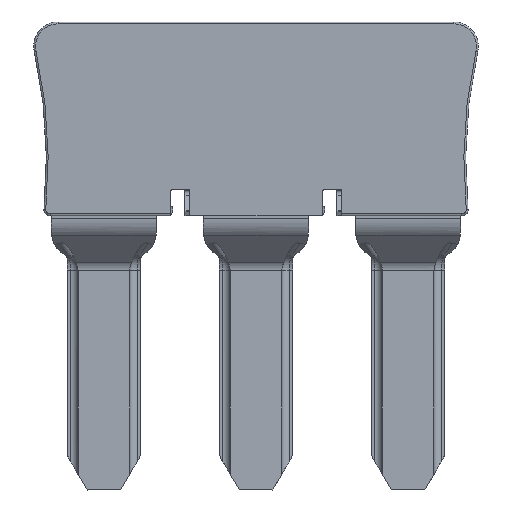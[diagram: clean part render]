
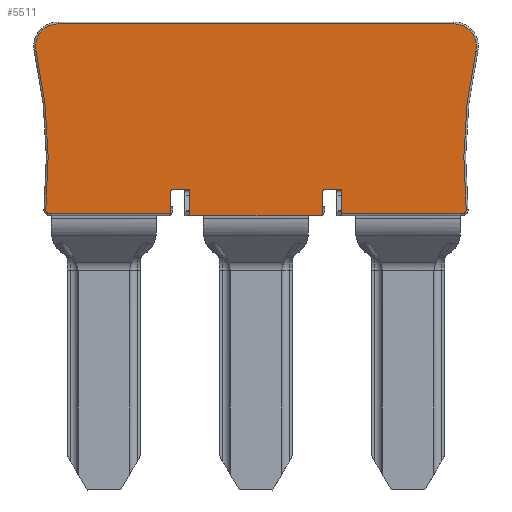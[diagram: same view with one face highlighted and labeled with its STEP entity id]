
A CAD part, front view. The second image highlights one B-rep face of the part: STEP entity #5511.
In plain terms, the highlighted planar face has unit normal (0, -1, 0).
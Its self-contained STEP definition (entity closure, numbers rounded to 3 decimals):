
#5363=AXIS2_PLACEMENT_3D('Plane Axis2P3D',#5360,#5361,#5362) ;
#5397=AXIS2_PLACEMENT_3D('Circle Axis2P3D',#5395,#5396,$) ;
#5425=AXIS2_PLACEMENT_3D('Circle Axis2P3D',#5423,#5424,$) ;
#5432=AXIS2_PLACEMENT_3D('Circle Axis2P3D',#5430,#5431,$) ;
#5439=AXIS2_PLACEMENT_3D('Circle Axis2P3D',#5437,#5438,$) ;
#5453=AXIS2_PLACEMENT_3D('Circle Axis2P3D',#5451,#5452,$) ;
#5460=AXIS2_PLACEMENT_3D('Circle Axis2P3D',#5458,#5459,$) ;
#5467=AXIS2_PLACEMENT_3D('Circle Axis2P3D',#5465,#5466,$) ;
#5488=AXIS2_PLACEMENT_3D('Circle Axis2P3D',#5486,#5487,$) ;
#5360=CARTESIAN_POINT('Axis2P3D Location',(24.036,0.,75.907)) ;
#5365=CARTESIAN_POINT('Line Origine',(24.186,0.,49.307)) ;
#5369=CARTESIAN_POINT('Vertex',(25.636,0.,49.307)) ;
#5371=CARTESIAN_POINT('Vertex',(22.736,0.,49.307)) ;
#5374=CARTESIAN_POINT('Line Origine',(25.636,0.,47.189)) ;
#5378=CARTESIAN_POINT('Vertex',(25.636,0.,45.071)) ;
#5381=CARTESIAN_POINT('Line Origine',(36.536,0.,45.071)) ;
#5385=CARTESIAN_POINT('Vertex',(47.436,0.,45.071)) ;
#5388=CARTESIAN_POINT('Line Origine',(47.436,0.,47.039)) ;
#5392=CARTESIAN_POINT('Vertex',(47.436,0.,49.007)) ;
#5395=CARTESIAN_POINT('Axis2P3D Location',(47.736,0.,49.007)) ;
#5399=CARTESIAN_POINT('Vertex',(47.736,0.,49.307)) ;
#5402=CARTESIAN_POINT('Line Origine',(49.186,0.,49.307)) ;
#5406=CARTESIAN_POINT('Vertex',(50.636,0.,49.307)) ;
#5409=CARTESIAN_POINT('Line Origine',(50.636,0.,47.339)) ;
#5413=CARTESIAN_POINT('Vertex',(50.636,0.,45.371)) ;
#5416=CARTESIAN_POINT('Line Origine',(60.511,0.,45.371)) ;
#5420=CARTESIAN_POINT('Vertex',(70.386,0.,45.371)) ;
#5423=CARTESIAN_POINT('Axis2P3D Location',(70.386,0.,46.071)) ;
#5427=CARTESIAN_POINT('Vertex',(71.083,0.,46.14)) ;
#5430=CARTESIAN_POINT('Axis2P3D Location',(152.166,0.,54.169)) ;
#5434=CARTESIAN_POINT('Vertex',(72.682,0.,72.093)) ;
#5437=CARTESIAN_POINT('Axis2P3D Location',(69.073,0.,72.907)) ;
#5441=CARTESIAN_POINT('Vertex',(69.073,0.,76.607)) ;
#5444=CARTESIAN_POINT('Line Origine',(36.536,0.,76.607)) ;
#5448=CARTESIAN_POINT('Vertex',(4.,0.,76.607)) ;
#5451=CARTESIAN_POINT('Axis2P3D Location',(4.,0.,72.907)) ;
#5455=CARTESIAN_POINT('Vertex',(0.391,0.,72.093)) ;
#5458=CARTESIAN_POINT('Axis2P3D Location',(-79.094,0.,54.169)) ;
#5462=CARTESIAN_POINT('Vertex',(1.99,0.,46.14)) ;
#5465=CARTESIAN_POINT('Axis2P3D Location',(2.686,0.,46.071)) ;
#5469=CARTESIAN_POINT('Vertex',(2.686,0.,45.371)) ;
#5472=CARTESIAN_POINT('Line Origine',(12.561,0.,45.371)) ;
#5476=CARTESIAN_POINT('Vertex',(22.436,0.,45.371)) ;
#5479=CARTESIAN_POINT('Line Origine',(22.436,0.,47.189)) ;
#5483=CARTESIAN_POINT('Vertex',(22.436,0.,49.007)) ;
#5486=CARTESIAN_POINT('Axis2P3D Location',(22.736,0.,49.007)) ;
#5361=DIRECTION('Axis2P3D Direction',(0.,1.,-0.)) ;
#5362=DIRECTION('Axis2P3D XDirection',(0.,0.,1.)) ;
#5366=DIRECTION('Vector Direction',(-1.,0.,0.)) ;
#5375=DIRECTION('Vector Direction',(0.,0.,1.)) ;
#5382=DIRECTION('Vector Direction',(1.,0.,0.)) ;
#5389=DIRECTION('Vector Direction',(0.,0.,1.)) ;
#5396=DIRECTION('Axis2P3D Direction',(0.,1.,-0.)) ;
#5403=DIRECTION('Vector Direction',(1.,0.,0.)) ;
#5410=DIRECTION('Vector Direction',(0.,0.,1.)) ;
#5417=DIRECTION('Vector Direction',(1.,0.,0.)) ;
#5424=DIRECTION('Axis2P3D Direction',(0.,1.,-0.)) ;
#5431=DIRECTION('Axis2P3D Direction',(0.,1.,-0.)) ;
#5438=DIRECTION('Axis2P3D Direction',(0.,1.,-0.)) ;
#5445=DIRECTION('Vector Direction',(-1.,0.,0.)) ;
#5452=DIRECTION('Axis2P3D Direction',(0.,1.,-0.)) ;
#5459=DIRECTION('Axis2P3D Direction',(0.,1.,-0.)) ;
#5466=DIRECTION('Axis2P3D Direction',(0.,1.,-0.)) ;
#5473=DIRECTION('Vector Direction',(-1.,0.,0.)) ;
#5480=DIRECTION('Vector Direction',(0.,0.,1.)) ;
#5487=DIRECTION('Axis2P3D Direction',(0.,1.,-0.)) ;
#5367=VECTOR('Line Direction',#5366,1.) ;
#5376=VECTOR('Line Direction',#5375,1.) ;
#5383=VECTOR('Line Direction',#5382,1.) ;
#5390=VECTOR('Line Direction',#5389,1.) ;
#5404=VECTOR('Line Direction',#5403,1.) ;
#5411=VECTOR('Line Direction',#5410,1.) ;
#5418=VECTOR('Line Direction',#5417,1.) ;
#5446=VECTOR('Line Direction',#5445,1.) ;
#5474=VECTOR('Line Direction',#5473,1.) ;
#5481=VECTOR('Line Direction',#5480,1.) ;
#5492=ORIENTED_EDGE('',*,*,#5373,.F.) ;
#5493=ORIENTED_EDGE('',*,*,#5380,.F.) ;
#5494=ORIENTED_EDGE('',*,*,#5387,.F.) ;
#5495=ORIENTED_EDGE('',*,*,#5394,.F.) ;
#5496=ORIENTED_EDGE('',*,*,#5401,.T.) ;
#5497=ORIENTED_EDGE('',*,*,#5408,.F.) ;
#5498=ORIENTED_EDGE('',*,*,#5415,.F.) ;
#5499=ORIENTED_EDGE('',*,*,#5422,.F.) ;
#5500=ORIENTED_EDGE('',*,*,#5429,.F.) ;
#5501=ORIENTED_EDGE('',*,*,#5436,.F.) ;
#5502=ORIENTED_EDGE('',*,*,#5443,.F.) ;
#5503=ORIENTED_EDGE('',*,*,#5450,.F.) ;
#5504=ORIENTED_EDGE('',*,*,#5457,.F.) ;
#5505=ORIENTED_EDGE('',*,*,#5464,.F.) ;
#5506=ORIENTED_EDGE('',*,*,#5471,.F.) ;
#5507=ORIENTED_EDGE('',*,*,#5478,.F.) ;
#5508=ORIENTED_EDGE('',*,*,#5485,.F.) ;
#5509=ORIENTED_EDGE('',*,*,#5490,.T.) ;
#5511=ADVANCED_FACE('ZQV_95-120N-3_820296_PlasticPart',(#5510),#5364,.F.) ;
#5398=CIRCLE('generated circle',#5397,0.3) ;
#5426=CIRCLE('generated circle',#5425,0.7) ;
#5433=CIRCLE('generated circle',#5432,81.48) ;
#5440=CIRCLE('generated circle',#5439,3.7) ;
#5454=CIRCLE('generated circle',#5453,3.7) ;
#5461=CIRCLE('generated circle',#5460,81.48) ;
#5468=CIRCLE('generated circle',#5467,0.7) ;
#5489=CIRCLE('generated circle',#5488,0.3) ;
#5373=EDGE_CURVE('',#5370,#5372,#5368,.T.) ;
#5380=EDGE_CURVE('',#5379,#5370,#5377,.T.) ;
#5387=EDGE_CURVE('',#5386,#5379,#5384,.F.) ;
#5394=EDGE_CURVE('',#5393,#5386,#5391,.F.) ;
#5401=EDGE_CURVE('',#5393,#5400,#5398,.T.) ;
#5408=EDGE_CURVE('',#5407,#5400,#5405,.F.) ;
#5415=EDGE_CURVE('',#5414,#5407,#5412,.T.) ;
#5422=EDGE_CURVE('',#5421,#5414,#5419,.F.) ;
#5429=EDGE_CURVE('',#5428,#5421,#5426,.T.) ;
#5436=EDGE_CURVE('',#5435,#5428,#5433,.F.) ;
#5443=EDGE_CURVE('',#5442,#5435,#5440,.T.) ;
#5450=EDGE_CURVE('',#5449,#5442,#5447,.F.) ;
#5457=EDGE_CURVE('',#5456,#5449,#5454,.T.) ;
#5464=EDGE_CURVE('',#5463,#5456,#5461,.F.) ;
#5471=EDGE_CURVE('',#5470,#5463,#5468,.T.) ;
#5478=EDGE_CURVE('',#5477,#5470,#5475,.T.) ;
#5485=EDGE_CURVE('',#5484,#5477,#5482,.F.) ;
#5490=EDGE_CURVE('',#5484,#5372,#5489,.T.) ;
#5491=EDGE_LOOP('',(#5492,#5493,#5494,#5495,#5496,#5497,#5498,#5499,#5500,#5501,#5502,#5503,#5504,#5505,#5506,#5507,#5508,#5509)) ;
#5510=FACE_OUTER_BOUND('',#5491,.T.) ;
#5368=LINE('Line',#5365,#5367) ;
#5377=LINE('Line',#5374,#5376) ;
#5384=LINE('Line',#5381,#5383) ;
#5391=LINE('Line',#5388,#5390) ;
#5405=LINE('Line',#5402,#5404) ;
#5412=LINE('Line',#5409,#5411) ;
#5419=LINE('Line',#5416,#5418) ;
#5447=LINE('Line',#5444,#5446) ;
#5475=LINE('Line',#5472,#5474) ;
#5482=LINE('Line',#5479,#5481) ;
#5364=PLANE('',#5363) ;
#5370=VERTEX_POINT('',#5369) ;
#5372=VERTEX_POINT('',#5371) ;
#5379=VERTEX_POINT('',#5378) ;
#5386=VERTEX_POINT('',#5385) ;
#5393=VERTEX_POINT('',#5392) ;
#5400=VERTEX_POINT('',#5399) ;
#5407=VERTEX_POINT('',#5406) ;
#5414=VERTEX_POINT('',#5413) ;
#5421=VERTEX_POINT('',#5420) ;
#5428=VERTEX_POINT('',#5427) ;
#5435=VERTEX_POINT('',#5434) ;
#5442=VERTEX_POINT('',#5441) ;
#5449=VERTEX_POINT('',#5448) ;
#5456=VERTEX_POINT('',#5455) ;
#5463=VERTEX_POINT('',#5462) ;
#5470=VERTEX_POINT('',#5469) ;
#5477=VERTEX_POINT('',#5476) ;
#5484=VERTEX_POINT('',#5483) ;
